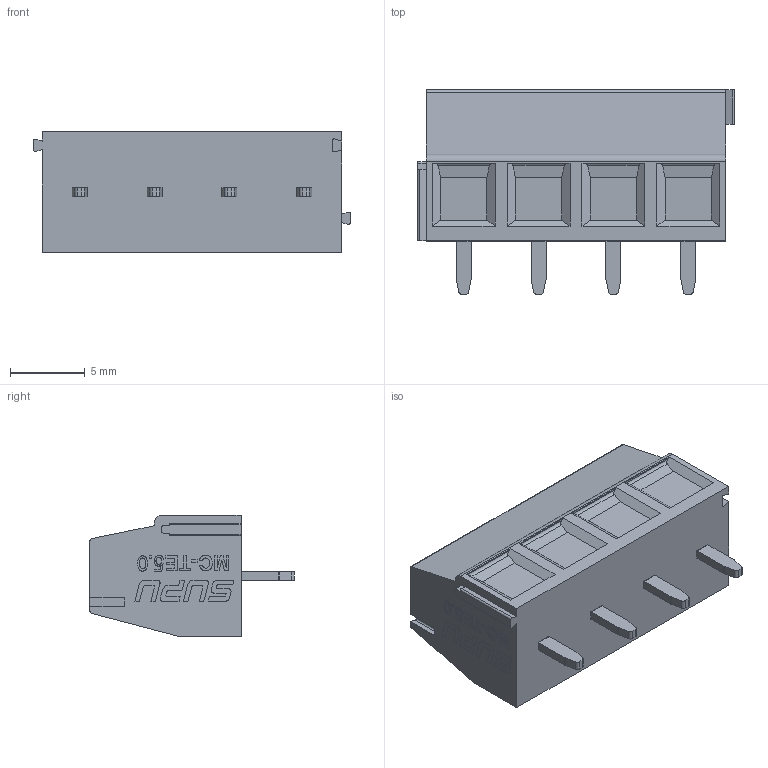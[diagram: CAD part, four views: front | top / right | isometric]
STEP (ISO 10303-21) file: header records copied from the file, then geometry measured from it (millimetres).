
FILE_DESCRIPTION(/* description */ (''),/* implementation_level */ '2;1');
FILE_NAME(/* name */ 'MC-TE5.0H04C-0001.stp',/* time_stamp */ '2022-04-08T10:25:09+08:00',/* author */ (''),/* organization */ (''),/* preprocessor_version */ 'ST-DEVELOPER v16',/* originating_system */ 'SIEMENS PLM Software NX 10.0',/* authorisation */ '');
FILE_SCHEMA (('AP203_CONFIGURATION_CONTROLLED_3D_DESIGN_OF_MECHANICAL_PARTS_AND_ASSEMBLIES_MIM_LF { 1 0 10303 403 2 1 2}'));
Length unit declared in the file: millimetre
Products named in the file (1): supu258846EBzvcf
Bounding box: 21.14 x 13.65 x 8.1 mm (x, y, z)
Volume: 1376 mm3; surface area: 1170.7 mm2
Topology: 1 solids, 5 shells, 490 faces, 1354 edges, 893 vertices
Faces by surface type: plane 227, cylinder 139, extrusion 53, torus 46, cone 13, bspline 12
Full cylindrical faces by diameter (mm): 3.742 x3
Entity records: 19899 total; most frequent: CARTESIAN_POINT 7423, ORIENTED_EDGE 2674, DIRECTION 2330, EDGE_CURVE 1337, VERTEX_POINT 888, VECTOR 786, AXIS2_PLACEMENT_3D 772, LINE 733
